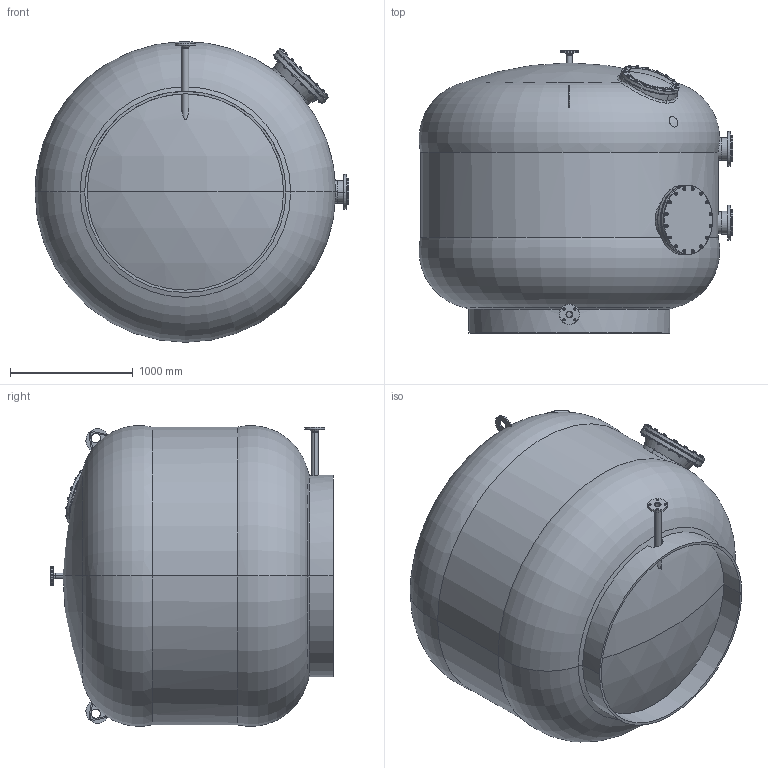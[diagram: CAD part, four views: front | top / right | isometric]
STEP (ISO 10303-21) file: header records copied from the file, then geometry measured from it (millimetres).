
FILE_DESCRIPTION (( 'STEP AP214' ), '1' );
FILE_NAME ('adriatic240c_sb1000.STEP', '2020-11-04T09:42:07', ( '' ), ( '' ), 'SwSTEP 2.0', 'SolidWorks 2019', '' );
FILE_SCHEMA (( 'AUTOMOTIVE_DESIGN' ));
Length unit declared in the file: millimetre
Products named in the file (1): adriatic240c_sb1000
Bounding box: 2557.56 x 2299.85 x 2448.77 mm (x, y, z)
Surface area: 45972953.3 mm2 (no closed solid volume)
Topology: 0 solids, 130 shells, 1914 faces, 4235 edges, 2592 vertices
Faces by surface type: cone 621, cylinder 615, plane 584, torus 78, sphere 8, bspline 8
Entity records: 91228 total; most frequent: CARTESIAN_POINT 26602, DIRECTION 9134, ORIENTED_EDGE 8342, EDGE_CURVE 4199, AXIS2_PLACEMENT_3D 3898, VERTEX_POINT 2592, EDGE_LOOP 2305, UNCERTAINTY_MEASURE_WITH_UNIT 2032
